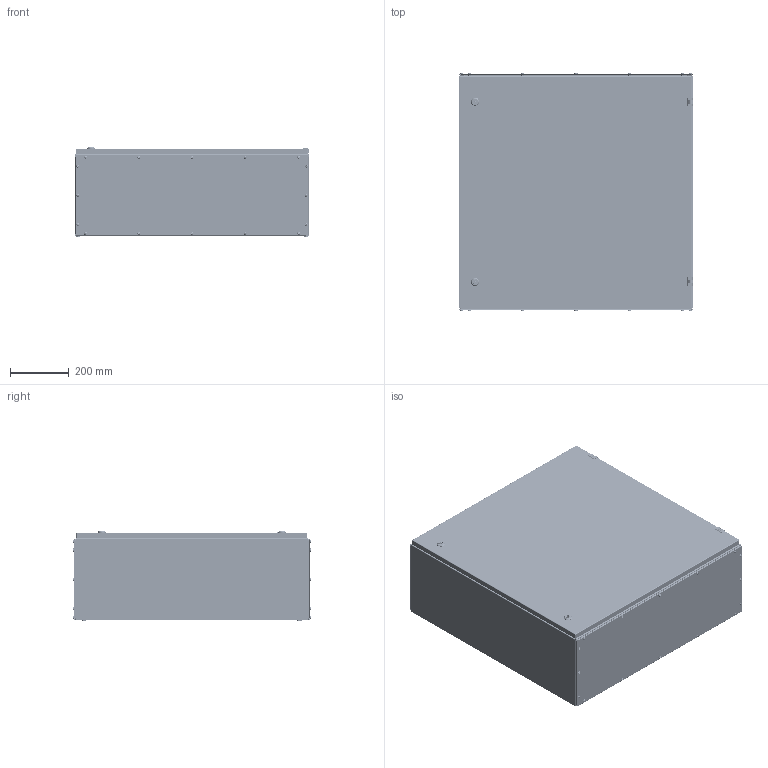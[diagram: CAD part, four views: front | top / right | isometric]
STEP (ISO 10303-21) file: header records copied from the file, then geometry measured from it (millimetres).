
FILE_DESCRIPTION (( 'STEP AP214' ), '1' );
FILE_NAME ('11.080.080.30.STEP', '2024-06-05T11:48:34', ( '' ), ( '' ), 'SwSTEP 2.0', 'SolidWorks 2021', '' );
FILE_SCHEMA (( 'AUTOMOTIVE_DESIGN' ));
Length unit declared in the file: millimetre
Products named in the file (27): ﾄ粢 ﾑﾁ W800H800; Äâåðíîå ïîëîòíî W800H800; 8SJ_MS705-1_0040.stp; 8SJ_S1B_0001.stp; 嵑謺麃 檐; 8SJ_MS705_0760.stp; 8SJ_MS705_0010.stp; Øïèëüêà ïðèâàðíàÿ Ì6õ10; ﾇ瑟鶴 ﾀﾑ ms1000-3M.stp; SW6X8.stp; Êîðïóñ øêàôà W800H800D300; Ðåéêà H800; 11.080.080.30; Çàêëåïêà ðåçüáîâàÿ Ì5 øåñòèãðàííàÿ ñ óìåíüøåííûì áîðòîì; Âèíò DIN 967 Ì5õ16 ñ ïîëóêðóãëîé ãîëîâêîé ñ êðåñòîîáðàçíûì øëèöåì; 署赅 W800D300; Áîëò Ì6õ10 ñ øåñòèãðàííîé ãîëîâêîé ñ ïðåññøàéáîé; Ãàñêåòèíã äâåðè W800H800; Ïðîêëàäêà êðûøêè W800D300; Çàêëåïêà ðåçüáîâàÿ Ì8 øåñòèãðàííàÿ ñ óìåíüøåííûì áîðòîì; Ïåðåìû÷êà êàðêàñà W800; 417.880; Øïèëüêà ïðèâàðíàÿ Ì6õ20; Êàðêàñ øêàôà W800H800D300; Ãàéêà M6 DIN6923.step; 8SJ_MS705_0510.stp; Øïèëüêà ïðèâàðíàÿ Ì6õ15
Assembly tree (112 placements, depth 4):
  11.080.080.30
    Êàðêàñ øêàôà W800H800D300
      Êîðïóñ øêàôà W800H800D300
      Ïåðåìû÷êà êàðêàñà W800  x2
      Øïèëüêà ïðèâàðíàÿ Ì6õ15  x8
      Øïèëüêà ïðèâàðíàÿ Ì6õ20  x4
    署赅 W800D300  x2
    Ïðîêëàäêà êðûøêè W800D300  x2
    ﾄ粢 ﾑﾁ W800H800
      Äâåðíîå ïîëîòíî W800H800
      Ðåéêà H800  x2
      Ãàñêåòèíã äâåðè W800H800
      Øïèëüêà ïðèâàðíàÿ Ì6õ10  x2
      ﾇ瑟鶴 ﾀﾑ ms1000-3M.stp  x2
        8SJ_MS705_0010.stp
        8SJ_MS705_0510.stp
        8SJ_MS705_0760.stp
        8SJ_S1B_0001.stp
        8SJ_MS705-1_0040.stp
        SW6X8.stp
    嵑謺麃 檐  x2
    Áîëò Ì6õ10 ñ øåñòèãðàííîé ãîëîâêîé ñ ïðåññøàéáîé  x2
    Çàêëåïêà ðåçüáîâàÿ Ì5 øåñòèãðàííàÿ ñ óìåíüøåííûì áîðòîì  x32
    Âèíò DIN 967 Ì5õ16 ñ ïîëóêðóãëîé ãîëîâêîé ñ êðåñòîîáðàçíûì øëèöåì  x32
    Çàêëåïêà ðåçüáîâàÿ Ì8 øåñòèãðàííàÿ ñ óìåíüøåííûì áîðòîì  x4
    417.880
    Ãàéêà M6 DIN6923.step  x4
Bounding box: 800 x 815.11 x 304.65 mm (x, y, z)
Volume: 3867795.4 mm3; surface area: 6542631.7 mm2
Topology: 112 solids, 124 shells, 6943 faces, 17597 edges, 10960 vertices
Faces by surface type: plane 2901, cylinder 2499, bspline 701, cone 364, torus 302, sphere 176
Entity records: 90624 total; most frequent: CARTESIAN_POINT 43581, ORIENTED_EDGE 10018, DIRECTION 8548, EDGE_CURVE 5015, VERTEX_POINT 3105, AXIS2_PLACEMENT_3D 2881, VECTOR 2786, LINE 2786
